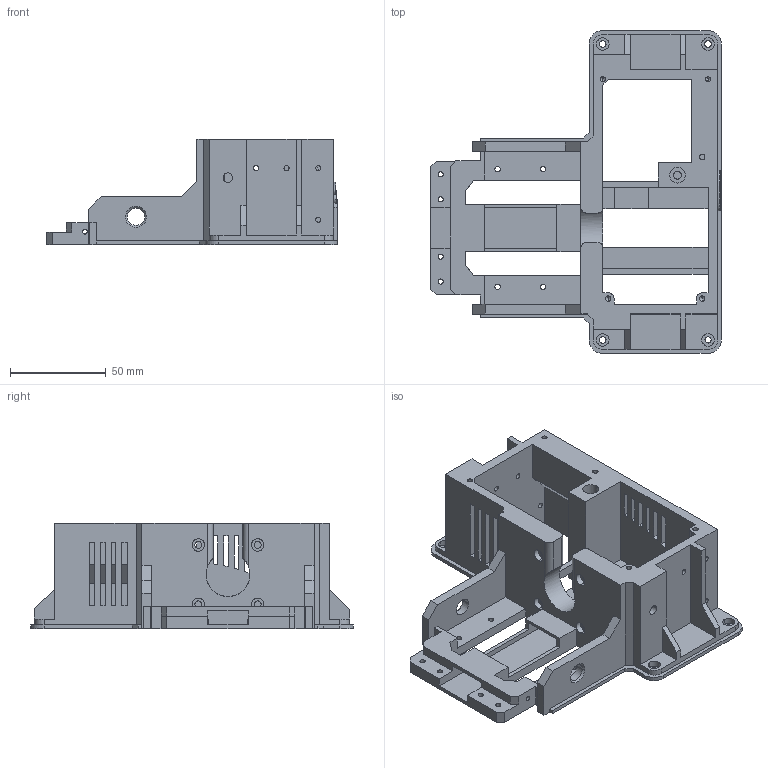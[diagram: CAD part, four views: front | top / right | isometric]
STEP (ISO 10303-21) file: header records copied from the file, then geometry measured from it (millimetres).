
FILE_DESCRIPTION (( 'STEP AP203' ), '1' );
FILE_NAME ('motor housing RIGHT-body.STEP', '2018-03-15T20:22:40', ( '' ), ( '' ), 'SwSTEP 2.0', 'SolidWorks 2017', '' );
FILE_SCHEMA (( 'CONFIG_CONTROL_DESIGN' ));
Length unit declared in the file: millimetre
Products named in the file (1): motor housing RIGHT-body
Bounding box: 152 x 168.63 x 55 mm (x, y, z)
Volume: 224758.3 mm3; surface area: 92667.2 mm2
Topology: 1 solids, 1 shells, 376 faces, 1067 edges, 702 vertices
Faces by surface type: plane 224, cylinder 118, bspline 22, cone 12
Entity records: 16625 total; most frequent: CARTESIAN_POINT 6734, ORIENTED_EDGE 2118, DIRECTION 1874, EDGE_CURVE 1059, VECTOR 736, LINE 736, VERTEX_POINT 702, AXIS2_PLACEMENT_3D 569
